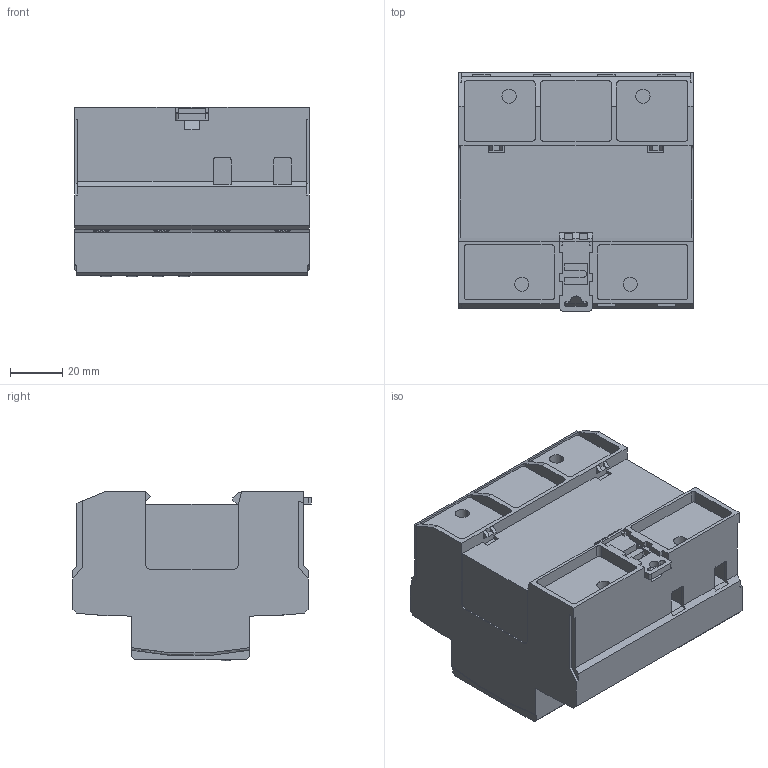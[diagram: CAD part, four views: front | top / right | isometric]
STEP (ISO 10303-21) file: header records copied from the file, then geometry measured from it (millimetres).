
FILE_DESCRIPTION (( 'STEP AP203' ), '1' );
FILE_NAME ('RVF-3-63À.ÃÌ Ðåëå âûáîðà ôàç ñ äèñïëååì EKF PROxima.STEP', '2024-06-20T08:55:20', ( '' ), ( '' ), 'SwSTEP 2.0', 'SolidWorks 2021', '' );
FILE_SCHEMA (( 'CONFIG_CONTROL_DESIGN' ));
Length unit declared in the file: millimetre
Products named in the file (1): RVF-3-63À.ÃÌ Ðåëå âûáîðà ôàç ñ äèñïëååì EKF PROxima
Bounding box: 89.7 x 91.3 x 65.1 mm (x, y, z)
Volume: 395538.6 mm3; surface area: 55747.3 mm2
Topology: 11 solids, 11 shells, 559 faces, 1468 edges, 974 vertices
Faces by surface type: plane 438, cylinder 99, bspline 12, torus 10
Entity records: 17691 total; most frequent: CARTESIAN_POINT 3704, ORIENTED_EDGE 2936, DIRECTION 2750, EDGE_CURVE 1468, LINE 1182, VECTOR 1182, VERTEX_POINT 974, AXIS2_PLACEMENT_3D 784
